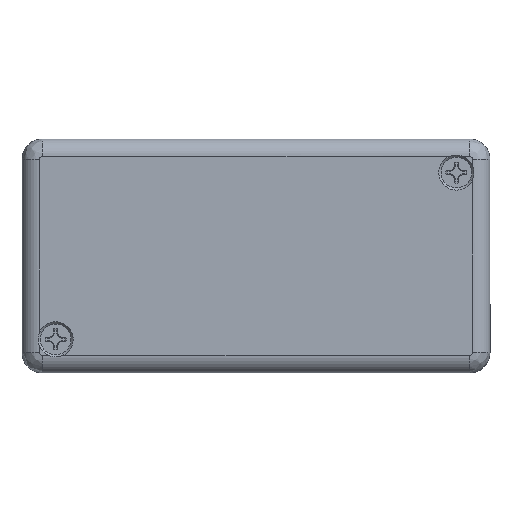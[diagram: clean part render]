
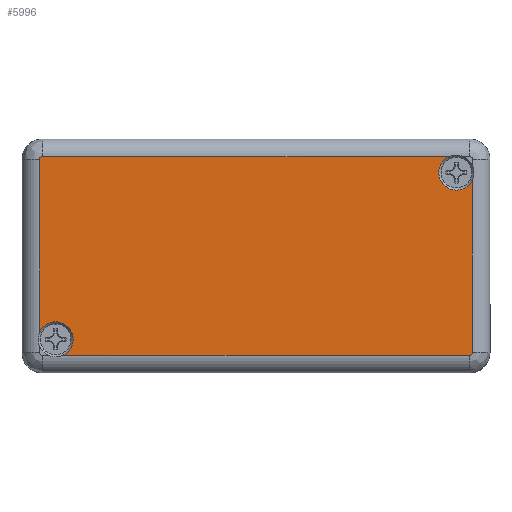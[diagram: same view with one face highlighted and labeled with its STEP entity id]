
A CAD part, top view. The second image highlights one B-rep face of the part: STEP entity #5996.
In plain terms, the highlighted face is planar.
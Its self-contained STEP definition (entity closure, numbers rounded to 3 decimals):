
#224=CIRCLE('',#6307,3.);
#229=CIRCLE('',#6314,3.);
#286=CIRCLE('',#6415,0.5);
#288=CIRCLE('',#6418,0.5);
#727=FACE_OUTER_BOUND('',#1113,.T.);
#1113=EDGE_LOOP('',(#5278,#5279,#5280,#5281,#5282,#5283,#5284,#5285));
#1709=LINE('',#10960,#2249);
#1710=LINE('',#10963,#2250);
#1757=LINE('',#11186,#2297);
#1758=LINE('',#11211,#2298);
#2249=VECTOR('',#7469,69.551);
#2250=VECTOR('',#7472,29.551);
#2297=VECTOR('',#7711,29.551);
#2298=VECTOR('',#7722,69.551);
#2788=VERTEX_POINT('',#10898);
#2790=VERTEX_POINT('',#10908);
#2795=VERTEX_POINT('',#10927);
#2797=VERTEX_POINT('',#10938);
#2802=VERTEX_POINT('',#10958);
#2803=VERTEX_POINT('',#10962);
#2865=VERTEX_POINT('',#11185);
#2866=VERTEX_POINT('',#11197);
#3565=EDGE_CURVE('',#2790,#2788,#224,.T.);
#3573=EDGE_CURVE('',#2795,#2797,#229,.T.);
#3579=EDGE_CURVE('',#2802,#2788,#1709,.T.);
#3580=EDGE_CURVE('',#2795,#2803,#1710,.T.);
#3680=EDGE_CURVE('',#2803,#2802,#286,.T.);
#3681=EDGE_CURVE('',#2790,#2865,#1757,.T.);
#3683=EDGE_CURVE('',#2865,#2866,#288,.T.);
#3686=EDGE_CURVE('',#2866,#2797,#1758,.T.);
#5278=ORIENTED_EDGE('',*,*,#3565,.T.);
#5279=ORIENTED_EDGE('',*,*,#3579,.F.);
#5280=ORIENTED_EDGE('',*,*,#3680,.F.);
#5281=ORIENTED_EDGE('',*,*,#3580,.F.);
#5282=ORIENTED_EDGE('',*,*,#3573,.T.);
#5283=ORIENTED_EDGE('',*,*,#3686,.F.);
#5284=ORIENTED_EDGE('',*,*,#3683,.F.);
#5285=ORIENTED_EDGE('',*,*,#3681,.F.);
#5670=PLANE('',#6422);
#5996=ADVANCED_FACE('',(#727),#5670,.F.);
#6307=AXIS2_PLACEMENT_3D('',#10909,#7441,#7442);
#6314=AXIS2_PLACEMENT_3D('',#10947,#7455,#7456);
#6415=AXIS2_PLACEMENT_3D('',#11183,#7707,#7708);
#6418=AXIS2_PLACEMENT_3D('',#11198,#7714,#7715);
#6422=AXIS2_PLACEMENT_3D('',#11212,#7723,#7724);
#7441=DIRECTION('center_axis',(0.,0.,1.));
#7442=DIRECTION('ref_axis',(-1.,0.,0.));
#7455=DIRECTION('center_axis',(0.,0.,1.));
#7456=DIRECTION('ref_axis',(-1.,0.,0.));
#7469=DIRECTION('',(1.,0.,0.));
#7472=DIRECTION('',(0.,-1.,0.));
#7707=DIRECTION('center_axis',(0.,0.,1.));
#7708=DIRECTION('ref_axis',(-0.707,-0.707,0.));
#7711=DIRECTION('',(0.,1.,0.));
#7714=DIRECTION('center_axis',(0.,0.,1.));
#7715=DIRECTION('ref_axis',(0.707,0.707,0.));
#7722=DIRECTION('',(-1.,0.,0.));
#7723=DIRECTION('center_axis',(0.,0.,1.));
#7724=DIRECTION('ref_axis',(1.,0.,0.));
#10898=CARTESIAN_POINT('',(44.034,-15.717,0.));
#10908=CARTESIAN_POINT('',(47.983,-11.768,0.));
#10909=CARTESIAN_POINT('Origin',(45.233,-12.967,0.));
#10927=CARTESIAN_POINT('',(-26.017,14.334,0.));
#10938=CARTESIAN_POINT('',(-22.068,18.283,0.));
#10947=CARTESIAN_POINT('Origin',(-23.267,15.533,0.));
#10958=CARTESIAN_POINT('',(-25.517,-15.717,0.));
#10960=CARTESIAN_POINT('',(30.983,-15.717,0.));
#10962=CARTESIAN_POINT('',(-26.017,-15.217,0.));
#10963=CARTESIAN_POINT('',(-26.017,-8.717,0.));
#11183=CARTESIAN_POINT('Origin',(-25.517,-15.217,0.));
#11185=CARTESIAN_POINT('',(47.983,17.783,0.));
#11186=CARTESIAN_POINT('',(47.983,11.283,0.));
#11197=CARTESIAN_POINT('',(47.483,18.283,0.));
#11198=CARTESIAN_POINT('Origin',(47.483,17.783,0.));
#11211=CARTESIAN_POINT('',(-9.017,18.283,0.));
#11212=CARTESIAN_POINT('Origin',(10.983,1.283,0.));
